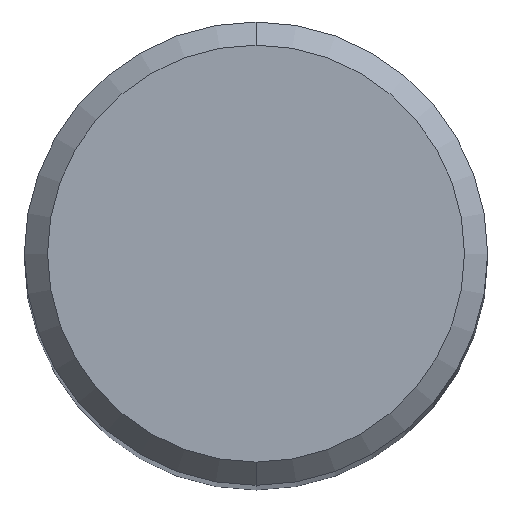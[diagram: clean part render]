
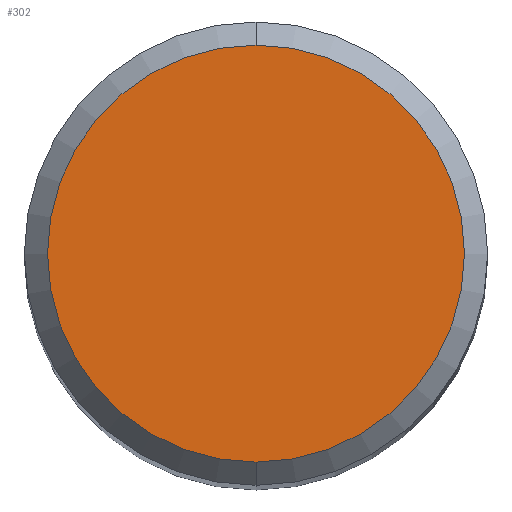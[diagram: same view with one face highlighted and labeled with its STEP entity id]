
A CAD part, top view. The second image highlights one B-rep face of the part: STEP entity #302.
In plain terms, the highlighted planar face has unit normal (0, 0, 1).
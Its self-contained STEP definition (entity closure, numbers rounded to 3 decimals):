
#178=VERTEX_POINT('',#480);
#196=EDGE_CURVE('',#202,#178,#498,.T.);
#202=VERTEX_POINT('',#505);
#300=EDGE_CURVE('',#178,#202,#613,.T.);
#302=ADVANCED_FACE('',(#615),#616,.T.);
#480=CARTESIAN_POINT('',(0.0,4.5,0.0));
#498=CIRCLE('',#854,4.5);
#505=CARTESIAN_POINT('',(0.,-4.5,0.0));
#613=CIRCLE('',#1022,4.5);
#615=FACE_OUTER_BOUND('',#1024,.T.);
#616=PLANE('',#1025);
#854=AXIS2_PLACEMENT_3D('',#1466,#1467,#1468);
#1022=AXIS2_PLACEMENT_3D('',#1617,#1618,#1619);
#1024=EDGE_LOOP('',(#1621,#1622));
#1025=AXIS2_PLACEMENT_3D('',#1623,#1624,#1625);
#1466=CARTESIAN_POINT('',(0.0,0.0,0.0));
#1467=DIRECTION('',(0.0,0.0,-1.0));
#1468=DIRECTION('',(0.0,1.0,0.0));
#1617=CARTESIAN_POINT('',(0.0,0.0,0.0));
#1618=DIRECTION('',(0.0,0.0,-1.0));
#1619=DIRECTION('',(0.0,1.0,0.0));
#1621=ORIENTED_EDGE('',*,*,#300,.F.);
#1622=ORIENTED_EDGE('',*,*,#196,.F.);
#1623=CARTESIAN_POINT('',(0.0,2.25,0.0));
#1624=DIRECTION('',(-0.0,0.0,1.0));
#1625=DIRECTION('',(0.0,-1.0,0.0));
